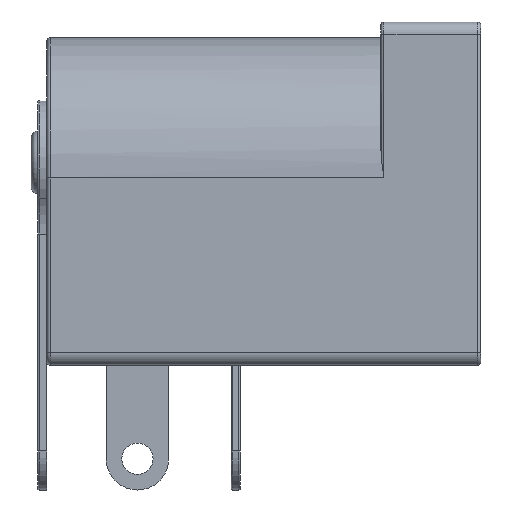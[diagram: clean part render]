
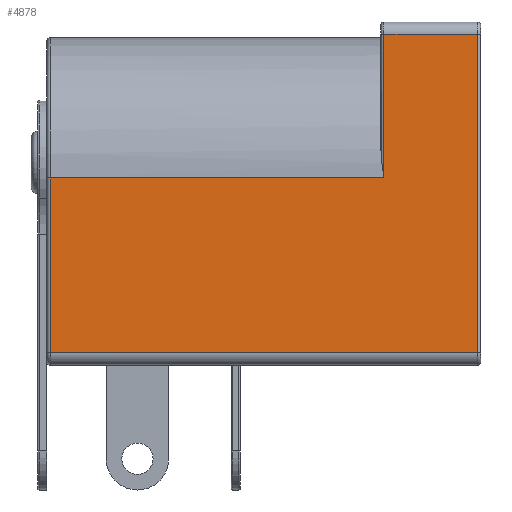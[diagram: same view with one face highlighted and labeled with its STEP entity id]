
A CAD part, left-side view. The second image highlights one B-rep face of the part: STEP entity #4878.
In plain terms, the highlighted planar face has unit normal (-1, 0, 0).
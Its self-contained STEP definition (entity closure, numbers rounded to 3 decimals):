
#447 = EDGE_CURVE ( 'NONE', #10164, #16414, #6354, .T. ) ;
#486 = ORIENTED_EDGE ( 'NONE', *, *, #14927, .T. ) ;
#728 = ORIENTED_EDGE ( 'NONE', *, *, #9406, .T. ) ;
#1338 = DIRECTION ( 'NONE',  ( 0., 0., -1. ) ) ;
#2302 = VERTEX_POINT ( 'NONE', #6692 ) ;
#3547 = CARTESIAN_POINT ( 'NONE',  ( -4.5, 6.05, 0.4 ) ) ;
#4309 = LINE ( 'NONE', #9842, #11691 ) ;
#4795 = VECTOR ( 'NONE', #8301, 1000. ) ;
#4830 = DIRECTION ( 'NONE',  ( 0., 1., 0. ) ) ;
#4878 = ADVANCED_FACE ( 'NONE', ( #10713 ), #13584, .F. ) ;
#4912 = CARTESIAN_POINT ( 'NONE',  ( -4.5, -4.65, 10.6 ) ) ;
#5005 = VERTEX_POINT ( 'NONE', #6327 ) ;
#5206 = ORIENTED_EDGE ( 'NONE', *, *, #9647, .T. ) ;
#5366 = DIRECTION ( 'NONE',  ( 1., 0., 0. ) ) ;
#5454 = VECTOR ( 'NONE', #10455, 1000. ) ;
#5499 = ORIENTED_EDGE ( 'NONE', *, *, #11480, .T. ) ;
#6327 = CARTESIAN_POINT ( 'NONE',  ( -4.5, -7.75, 10.6 ) ) ;
#6354 = LINE ( 'NONE', #3547, #9266 ) ;
#6692 = CARTESIAN_POINT ( 'NONE',  ( -4.5, -4.75, 10.6 ) ) ;
#8280 = ORIENTED_EDGE ( 'NONE', *, *, #15989, .T. ) ;
#8301 = DIRECTION ( 'NONE',  ( 0., 0., -1. ) ) ;
#8810 = VERTEX_POINT ( 'NONE', #13452 ) ;
#9010 = DIRECTION ( 'NONE',  ( 0., -1., 0. ) ) ;
#9162 = LINE ( 'NONE', #4912, #5454 ) ;
#9266 = VECTOR ( 'NONE', #9010, 1000. ) ;
#9406 = EDGE_CURVE ( 'NONE', #5005, #2302, #9162, .T. ) ;
#9647 = EDGE_CURVE ( 'NONE', #10975, #10164, #14647, .T. ) ;
#9652 = LINE ( 'NONE', #9747, #4795 ) ;
#9747 = CARTESIAN_POINT ( 'NONE',  ( -4.5, -4.75, 11. ) ) ;
#9842 = CARTESIAN_POINT ( 'NONE',  ( -4.5, -7.75, 11. ) ) ;
#10164 = VERTEX_POINT ( 'NONE', #15490 ) ;
#10455 = DIRECTION ( 'NONE',  ( 0., 1., 0. ) ) ;
#10713 = FACE_OUTER_BOUND ( 'NONE', #17515, .T. ) ;
#10975 = VERTEX_POINT ( 'NONE', #16463 ) ;
#11446 = VECTOR ( 'NONE', #1338, 1000. ) ;
#11480 = EDGE_CURVE ( 'NONE', #8810, #10975, #13143, .T. ) ;
#11691 = VECTOR ( 'NONE', #16903, 1000. ) ;
#12021 = CARTESIAN_POINT ( 'NONE',  ( -4.5, 5.95, 11. ) ) ;
#12048 = CARTESIAN_POINT ( 'NONE',  ( -4.5, 6.05, 11. ) ) ;
#12399 = CARTESIAN_POINT ( 'NONE',  ( -4.5, -7.75, 0.4 ) ) ;
#12401 = VECTOR ( 'NONE', #4830, 1000. ) ;
#13143 = LINE ( 'NONE', #14337, #12401 ) ;
#13452 = CARTESIAN_POINT ( 'NONE',  ( -4.5, -4.75, 6. ) ) ;
#13454 = AXIS2_PLACEMENT_3D ( 'NONE', #12048, #5366, #16144 ) ;
#13584 = PLANE ( 'NONE',  #13454 ) ;
#14337 = CARTESIAN_POINT ( 'NONE',  ( -4.5, -4.65, 6. ) ) ;
#14647 = LINE ( 'NONE', #12021, #11446 ) ;
#14927 = EDGE_CURVE ( 'NONE', #16414, #5005, #4309, .T. ) ;
#15297 = ORIENTED_EDGE ( 'NONE', *, *, #447, .T. ) ;
#15490 = CARTESIAN_POINT ( 'NONE',  ( -4.5, 5.95, 0.4 ) ) ;
#15989 = EDGE_CURVE ( 'NONE', #2302, #8810, #9652, .T. ) ;
#16144 = DIRECTION ( 'NONE',  ( 0., 1., 0. ) ) ;
#16414 = VERTEX_POINT ( 'NONE', #12399 ) ;
#16463 = CARTESIAN_POINT ( 'NONE',  ( -4.5, 5.95, 6. ) ) ;
#16903 = DIRECTION ( 'NONE',  ( 0., 0., 1. ) ) ;
#17515 = EDGE_LOOP ( 'NONE', ( #5499, #5206, #15297, #486, #728, #8280 ) ) ;
